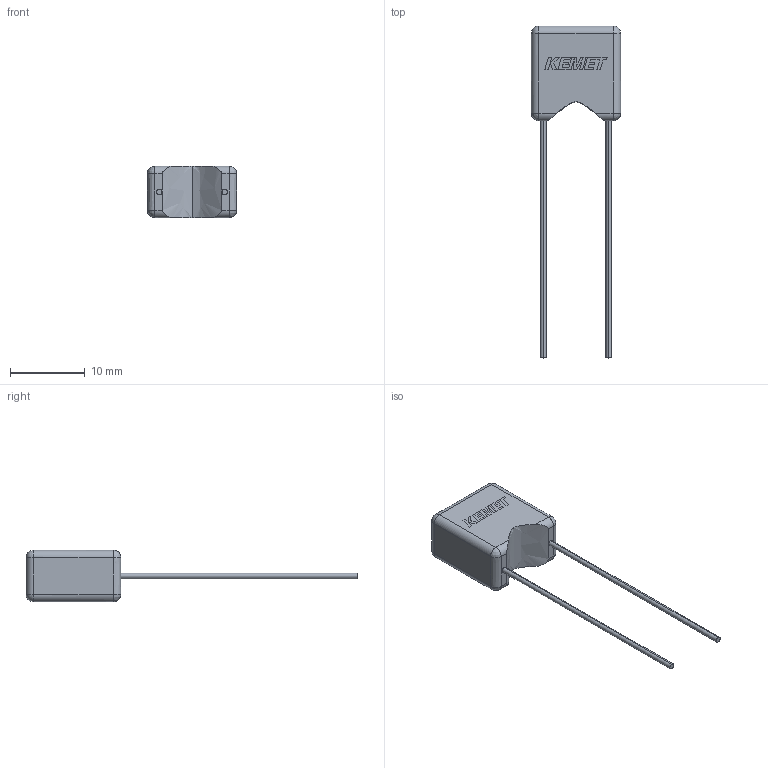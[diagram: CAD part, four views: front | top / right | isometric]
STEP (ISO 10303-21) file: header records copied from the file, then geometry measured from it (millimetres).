
FILE_DESCRIPTION (( 'STEP AP214' ), '1' );
FILE_NAME ('CCR_RCST2_HS23_L11.94H10.16T6.89S9.53LL31.75F0.737.STEP', '2024-11-28T15:16:58', ( '' ), ( '' ), 'SwSTEP 2.0', 'SolidWorks 2021', '' );
FILE_SCHEMA (( 'AUTOMOTIVE_DESIGN' ));
Length unit declared in the file: millimetre
Products named in the file (1): CCR_RCST2_HS23_L11.94H10.16T6.89S9.53LL31.75F0.737
Bounding box: 11.94 x 44.45 x 6.89 mm (x, y, z)
Volume: 971.3 mm3; surface area: 744.7 mm2
Topology: 4 solids, 4 shells, 94 faces, 236 edges, 144 vertices
Faces by surface type: plane 66, cylinder 16, bspline 8, sphere 4
Entity records: 4261 total; most frequent: CARTESIAN_POINT 1031, ORIENTED_EDGE 456, DIRECTION 398, EDGE_CURVE 228, LINE 184, VECTOR 184, VERTEX_POINT 144, AXIS2_PLACEMENT_3D 107
